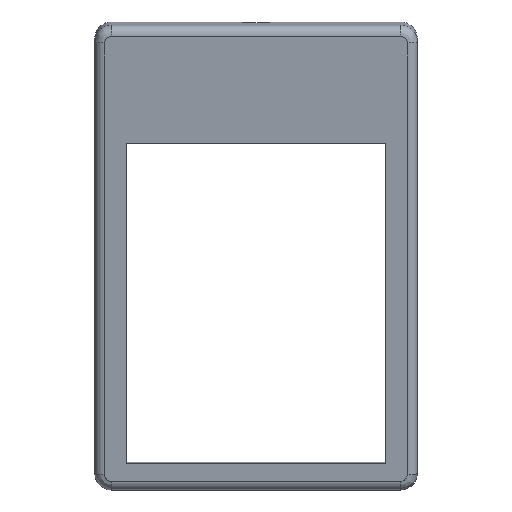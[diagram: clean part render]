
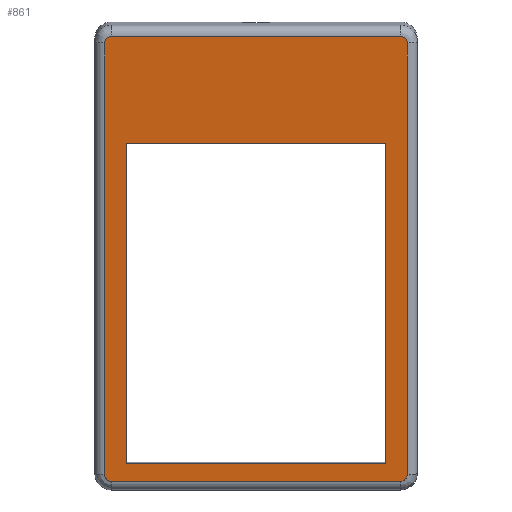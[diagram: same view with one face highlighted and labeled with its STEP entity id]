
A CAD part, top view. The second image highlights one B-rep face of the part: STEP entity #861.
In plain terms, the highlighted planar face has unit normal (0, -0.139, 0.99).
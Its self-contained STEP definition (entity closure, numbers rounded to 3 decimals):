
#25=FACE_BOUND('',#171,.T.);
#27=ELLIPSE('',#898,2.02,2.);
#30=ELLIPSE('',#953,2.02,2.);
#63=PLANE('',#960);
#111=FACE_OUTER_BOUND('',#170,.T.);
#170=EDGE_LOOP('',(#773,#774,#775,#776,#777,#778,#779,#780));
#171=EDGE_LOOP('',(#781,#782,#783,#784));
#237=LINE('',#1433,#317);
#240=LINE('',#1438,#320);
#242=LINE('',#1442,#322);
#244=LINE('',#1445,#324);
#245=LINE('',#1451,#325);
#246=LINE('',#1467,#326);
#253=LINE('',#1521,#333);
#254=LINE('',#1522,#334);
#317=VECTOR('',#1154,10.);
#320=VECTOR('',#1159,10.);
#322=VECTOR('',#1163,10.);
#324=VECTOR('',#1167,10.);
#325=VECTOR('',#1174,10.);
#326=VECTOR('',#1183,10.);
#333=VECTOR('',#1208,10.);
#334=VECTOR('',#1209,10.);
#361=CIRCLE('',#948,2.);
#366=CIRCLE('',#959,2.);
#375=VERTEX_POINT('',#1270);
#378=VERTEX_POINT('',#1275);
#431=VERTEX_POINT('',#1431);
#432=VERTEX_POINT('',#1432);
#433=VERTEX_POINT('',#1437);
#434=VERTEX_POINT('',#1441);
#435=VERTEX_POINT('',#1447);
#436=VERTEX_POINT('',#1449);
#437=VERTEX_POINT('',#1461);
#438=VERTEX_POINT('',#1465);
#439=VERTEX_POINT('',#1493);
#442=VERTEX_POINT('',#1517);
#458=EDGE_CURVE('',#378,#375,#27,.T.);
#533=EDGE_CURVE('',#431,#432,#237,.T.);
#536=EDGE_CURVE('',#433,#431,#240,.T.);
#538=EDGE_CURVE('',#434,#433,#242,.T.);
#540=EDGE_CURVE('',#432,#434,#244,.T.);
#543=EDGE_CURVE('',#436,#435,#245,.T.);
#544=EDGE_CURVE('',#435,#437,#361,.T.);
#547=EDGE_CURVE('',#437,#438,#246,.T.);
#549=EDGE_CURVE('',#438,#439,#30,.T.);
#558=EDGE_CURVE('',#442,#436,#366,.T.);
#559=EDGE_CURVE('',#439,#378,#253,.T.);
#560=EDGE_CURVE('',#375,#442,#254,.T.);
#773=ORIENTED_EDGE('',*,*,#458,.F.);
#774=ORIENTED_EDGE('',*,*,#559,.F.);
#775=ORIENTED_EDGE('',*,*,#549,.F.);
#776=ORIENTED_EDGE('',*,*,#547,.F.);
#777=ORIENTED_EDGE('',*,*,#544,.F.);
#778=ORIENTED_EDGE('',*,*,#543,.F.);
#779=ORIENTED_EDGE('',*,*,#558,.F.);
#780=ORIENTED_EDGE('',*,*,#560,.F.);
#781=ORIENTED_EDGE('',*,*,#540,.T.);
#782=ORIENTED_EDGE('',*,*,#538,.T.);
#783=ORIENTED_EDGE('',*,*,#536,.T.);
#784=ORIENTED_EDGE('',*,*,#533,.T.);
#861=ADVANCED_FACE('',(#111,#25),#63,.T.);
#898=AXIS2_PLACEMENT_3D('',#1277,#1008,#1009);
#948=AXIS2_PLACEMENT_3D('',#1462,#1175,#1176);
#953=AXIS2_PLACEMENT_3D('',#1495,#1186,#1187);
#959=AXIS2_PLACEMENT_3D('',#1519,#1204,#1205);
#960=AXIS2_PLACEMENT_3D('',#1520,#1206,#1207);
#1008=DIRECTION('center_axis',(0.,0.139,-0.99));
#1009=DIRECTION('ref_axis',(0.,-0.99,-0.139));
#1154=DIRECTION('',(0.,-0.99,-0.139));
#1159=DIRECTION('',(1.,0.,0.));
#1163=DIRECTION('',(0.,0.99,0.139));
#1167=DIRECTION('',(-1.,0.,0.));
#1174=DIRECTION('',(1.,0.,0.));
#1175=DIRECTION('center_axis',(0.,0.139,-0.99));
#1176=DIRECTION('ref_axis',(0.707,0.7,0.098));
#1183=DIRECTION('',(0.,-0.99,-0.139));
#1186=DIRECTION('center_axis',(0.,0.139,-0.99));
#1187=DIRECTION('ref_axis',(0.,-0.99,-0.139));
#1204=DIRECTION('center_axis',(0.,0.139,-0.99));
#1205=DIRECTION('ref_axis',(-0.707,0.7,0.098));
#1206=DIRECTION('center_axis',(0.,-0.139,0.99));
#1207=DIRECTION('ref_axis',(1.,0.,0.));
#1208=DIRECTION('',(-1.,0.,0.));
#1209=DIRECTION('',(0.,0.99,0.139));
#1270=CARTESIAN_POINT('',(3.,3.052,21.635));
#1275=CARTESIAN_POINT('',(5.,1.052,21.354));
#1277=CARTESIAN_POINT('Origin',(5.,3.052,21.635));
#1431=CARTESIAN_POINT('',(87.75,102.987,35.68));
#1432=CARTESIAN_POINT('',(87.75,6.485,22.118));
#1433=CARTESIAN_POINT('',(87.75,102.987,35.68));
#1437=CARTESIAN_POINT('',(9.5,102.987,35.68));
#1438=CARTESIAN_POINT('',(9.5,102.987,35.68));
#1441=CARTESIAN_POINT('',(9.5,6.485,22.118));
#1442=CARTESIAN_POINT('',(9.5,6.485,22.118));
#1445=CARTESIAN_POINT('',(87.75,6.485,22.118));
#1447=CARTESIAN_POINT('',(92.25,135.22,40.21));
#1449=CARTESIAN_POINT('',(5.,135.22,40.21));
#1451=CARTESIAN_POINT('',(72.938,135.22,40.21));
#1461=CARTESIAN_POINT('',(94.25,133.239,39.932));
#1462=CARTESIAN_POINT('Origin',(92.25,133.239,39.932));
#1465=CARTESIAN_POINT('',(94.25,3.052,21.635));
#1467=CARTESIAN_POINT('',(94.25,32.356,25.754));
#1493=CARTESIAN_POINT('',(92.25,1.052,21.354));
#1495=CARTESIAN_POINT('Origin',(92.25,3.052,21.635));
#1517=CARTESIAN_POINT('',(3.,133.239,39.932));
#1519=CARTESIAN_POINT('Origin',(5.,133.239,39.932));
#1520=CARTESIAN_POINT('Origin',(48.625,67.634,30.712));
#1521=CARTESIAN_POINT('',(24.313,1.052,21.354));
#1522=CARTESIAN_POINT('',(3.,102.912,35.67));
